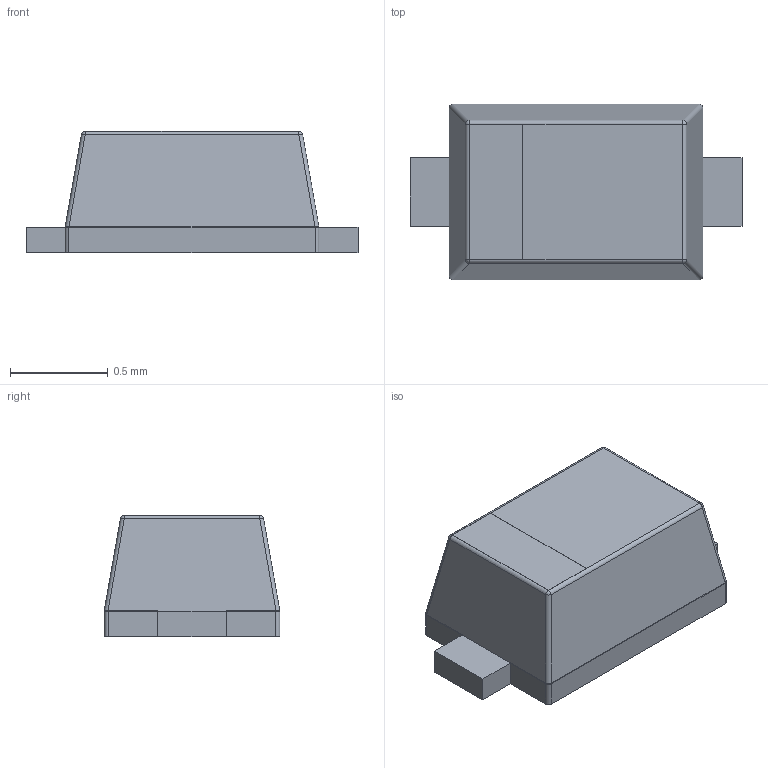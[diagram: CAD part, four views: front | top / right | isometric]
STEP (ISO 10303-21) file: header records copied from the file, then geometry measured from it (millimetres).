
FILE_DESCRIPTION(('FreeCAD Model'),'2;1');
FILE_NAME('User Library-SC79.step', '2017-08-30T17:06:24',('kicad StepUp'),('ksu MCAD'), 'Open CASCADE STEP processor 6.8','FreeCAD','Unknown');
FILE_SCHEMA(('AUTOMOTIVE_DESIGN_CC2 { 1 2 10303 214 -1 1 5 4 }'));
Length unit declared in the file: millimetre
Products named in the file (2): ASSEMBLY; User_Library-SC79
Assembly tree (1 placements, depth 2):
  ASSEMBLY
    User_Library-SC79
Bounding box: 1.7 x 0.9 x 0.62 mm (x, y, z)
Volume: 0.7 mm3; surface area: 4.9 mm2
Topology: 1 solids, 1 shells, 55 faces, 131 edges, 74 vertices
Faces by surface type: plane 29, cylinder 18, sphere 8
Entity records: 1938 total; most frequent: DIRECTION 277, CARTESIAN_POINT 258, ORIENTED_EDGE 254, EDGE_CURVE 127, AXIS2_PLACEMENT_3D 93, LINE 91, VECTOR 91, VERTEX_POINT 74
